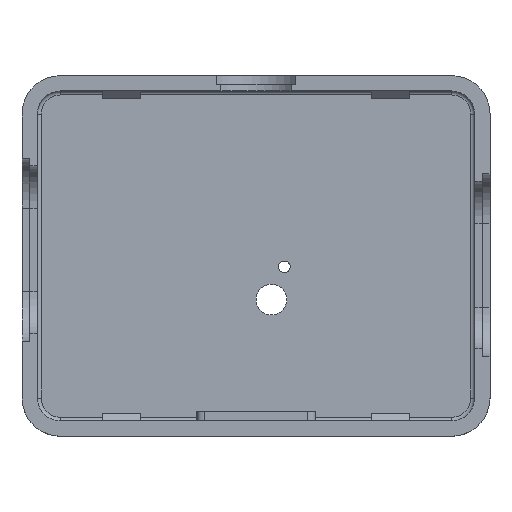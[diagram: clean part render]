
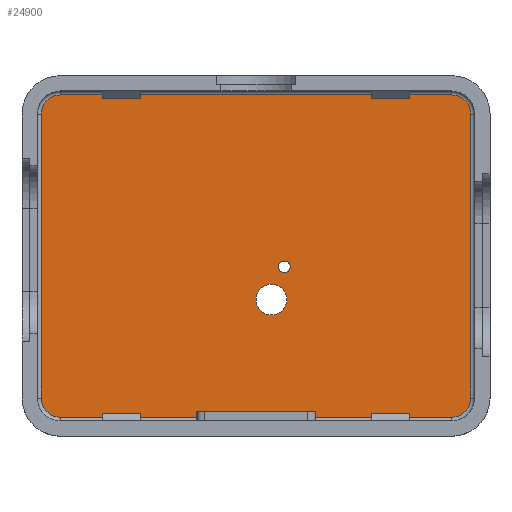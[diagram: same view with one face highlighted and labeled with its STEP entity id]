
A CAD part, top view. The second image highlights one B-rep face of the part: STEP entity #24900.
In plain terms, the highlighted planar face has unit normal (0, 0, 1).
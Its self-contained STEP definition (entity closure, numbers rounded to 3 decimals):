
#79=CIRCLE('',#24981,2.);
#81=CIRCLE('',#24984,0.75);
#136=CIRCLE('',#25345,2.5);
#140=CIRCLE('',#25350,2.5);
#143=CIRCLE('',#25354,2.5);
#147=CIRCLE('',#25359,2.5);
#236=FACE_BOUND('',#3298,.T.);
#237=FACE_BOUND('',#3299,.T.);
#554=PLANE('',#25367);
#1882=FACE_OUTER_BOUND('',#3297,.T.);
#3297=EDGE_LOOP('',(#22504,#22505,#22506,#22507,#22508,#22509,#22510,#22511));
#3298=EDGE_LOOP('',(#22512));
#3299=EDGE_LOOP('',(#22513));
#5061=LINE('',#52123,#6813);
#5062=LINE('',#52125,#6814);
#5065=LINE('',#52130,#6817);
#5066=LINE('',#52132,#6818);
#6813=VECTOR('',#27997,10.);
#6814=VECTOR('',#28000,10.);
#6817=VECTOR('',#28007,10.);
#6818=VECTOR('',#28010,10.);
#9179=VERTEX_POINT('',#31708);
#9181=VERTEX_POINT('',#31714);
#11260=VERTEX_POINT('',#52096);
#11261=VERTEX_POINT('',#52098);
#11262=VERTEX_POINT('',#52103);
#11263=VERTEX_POINT('',#52105);
#11264=VERTEX_POINT('',#52109);
#11265=VERTEX_POINT('',#52111);
#11267=VERTEX_POINT('',#52117);
#11268=VERTEX_POINT('',#52119);
#11850=EDGE_CURVE('',#9179,#9179,#79,.T.);
#11853=EDGE_CURVE('',#9181,#9181,#81,.T.);
#15016=EDGE_CURVE('',#11261,#11260,#136,.T.);
#15020=EDGE_CURVE('',#11263,#11262,#140,.T.);
#15023=EDGE_CURVE('',#11265,#11264,#143,.T.);
#15027=EDGE_CURVE('',#11268,#11267,#147,.T.);
#15029=EDGE_CURVE('',#11264,#11268,#5061,.T.);
#15030=EDGE_CURVE('',#11267,#11263,#5062,.T.);
#15033=EDGE_CURVE('',#11260,#11265,#5065,.T.);
#15034=EDGE_CURVE('',#11262,#11261,#5066,.T.);
#22504=ORIENTED_EDGE('',*,*,#15027,.T.);
#22505=ORIENTED_EDGE('',*,*,#15030,.T.);
#22506=ORIENTED_EDGE('',*,*,#15020,.T.);
#22507=ORIENTED_EDGE('',*,*,#15034,.T.);
#22508=ORIENTED_EDGE('',*,*,#15016,.T.);
#22509=ORIENTED_EDGE('',*,*,#15033,.T.);
#22510=ORIENTED_EDGE('',*,*,#15023,.T.);
#22511=ORIENTED_EDGE('',*,*,#15029,.T.);
#22512=ORIENTED_EDGE('',*,*,#11850,.T.);
#22513=ORIENTED_EDGE('',*,*,#11853,.T.);
#24900=ADVANCED_FACE('',(#1882,#236,#237),#554,.F.);
#24981=AXIS2_PLACEMENT_3D('',#31710,#25740,#25741);
#24984=AXIS2_PLACEMENT_3D('',#31716,#25747,#25748);
#25345=AXIS2_PLACEMENT_3D('',#52099,#27963,#27964);
#25350=AXIS2_PLACEMENT_3D('',#52106,#27973,#27974);
#25354=AXIS2_PLACEMENT_3D('',#52112,#27981,#27982);
#25359=AXIS2_PLACEMENT_3D('',#52120,#27991,#27992);
#25367=AXIS2_PLACEMENT_3D('',#52135,#28014,#28015);
#25740=DIRECTION('center_axis',(0.,0.,-1.));
#25741=DIRECTION('ref_axis',(1.,0.,0.));
#25747=DIRECTION('center_axis',(0.,0.,-1.));
#25748=DIRECTION('ref_axis',(1.,0.,0.));
#27963=DIRECTION('center_axis',(0.,0.,1.));
#27964=DIRECTION('ref_axis',(-0.707,0.707,0.));
#27973=DIRECTION('center_axis',(0.,0.,1.));
#27974=DIRECTION('ref_axis',(0.707,0.707,0.));
#27981=DIRECTION('center_axis',(0.,0.,1.));
#27982=DIRECTION('ref_axis',(-0.707,-0.707,0.));
#27991=DIRECTION('center_axis',(0.,0.,1.));
#27992=DIRECTION('ref_axis',(0.707,-0.707,0.));
#27997=DIRECTION('',(1.,0.,0.));
#28000=DIRECTION('',(0.,1.,0.));
#28007=DIRECTION('',(0.,-1.,0.));
#28010=DIRECTION('',(-1.,0.,0.));
#28014=DIRECTION('center_axis',(0.,0.,-1.));
#28015=DIRECTION('ref_axis',(0.,1.,0.));
#31708=CARTESIAN_POINT('',(0.,17.825,2.));
#31710=CARTESIAN_POINT('Origin',(2.,17.825,2.));
#31714=CARTESIAN_POINT('',(2.95,22.1,2.));
#31716=CARTESIAN_POINT('Origin',(3.7,22.1,2.));
#52096=CARTESIAN_POINT('',(-28.,42.,2.));
#52098=CARTESIAN_POINT('',(-25.5,44.5,2.));
#52099=CARTESIAN_POINT('Origin',(-25.5,42.,2.));
#52103=CARTESIAN_POINT('',(25.5,44.5,2.));
#52105=CARTESIAN_POINT('',(28.,42.,2.));
#52106=CARTESIAN_POINT('Origin',(25.5,42.,2.));
#52109=CARTESIAN_POINT('',(-25.5,2.5,2.));
#52111=CARTESIAN_POINT('',(-28.,5.,2.));
#52112=CARTESIAN_POINT('Origin',(-25.5,5.,2.));
#52117=CARTESIAN_POINT('',(28.,5.,2.));
#52119=CARTESIAN_POINT('',(25.5,2.5,2.));
#52120=CARTESIAN_POINT('Origin',(25.5,5.,2.));
#52123=CARTESIAN_POINT('',(15.25,2.5,2.));
#52125=CARTESIAN_POINT('',(28.,35.25,2.));
#52130=CARTESIAN_POINT('',(-28.,11.75,2.));
#52132=CARTESIAN_POINT('',(-15.25,44.5,2.));
#52135=CARTESIAN_POINT('Origin',(0.,23.5,2.));
